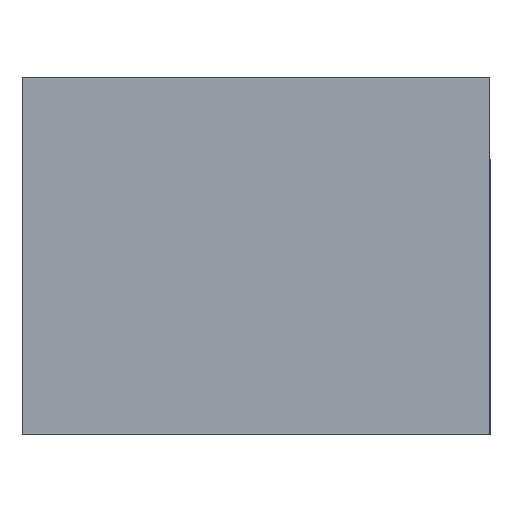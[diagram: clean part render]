
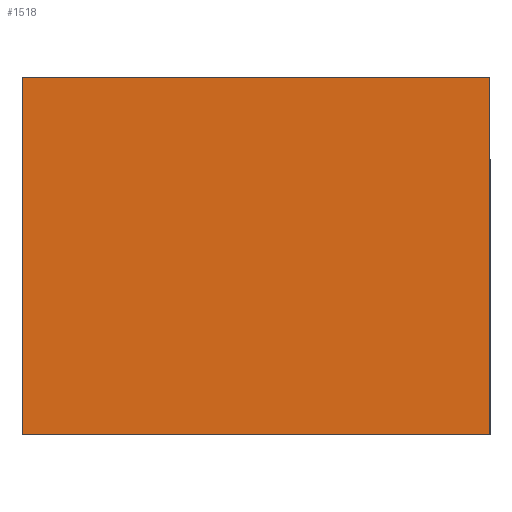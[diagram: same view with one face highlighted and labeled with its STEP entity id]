
A CAD part, left-side view. The second image highlights one B-rep face of the part: STEP entity #1518.
In plain terms, the highlighted planar face has unit normal (-1, 0, 0).
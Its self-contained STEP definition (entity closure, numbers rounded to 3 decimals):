
#1462=CARTESIAN_POINT('',(-0.,377.5,65.));
#1463=VERTEX_POINT('',#1462);
#1470=CARTESIAN_POINT('',(-0.,292.5,65.));
#1471=VERTEX_POINT('',#1470);
#1472=CARTESIAN_POINT('',(-0.,377.5,65.));
#1473=DIRECTION('',(0.,-1.,0.));
#1474=VECTOR('',#1473,85.);
#1475=LINE('',#1472,#1474);
#1476=EDGE_CURVE('',#1463,#1471,#1475,.T.);
#1488=CARTESIAN_POINT('',(-0.,235.,65.));
#1489=DIRECTION('',(1.,0.,0.));
#1490=DIRECTION('',(-0.,1.,0.));
#1491=AXIS2_PLACEMENT_3D('',#1488,#1489,#1490);
#1492=PLANE('',#1491);
#1493=ORIENTED_EDGE('',*,*,#1476,.F.);
#1494=CARTESIAN_POINT('',(-0.,377.5,0.));
#1495=VERTEX_POINT('',#1494);
#1496=CARTESIAN_POINT('',(-0.,377.5,65.));
#1497=DIRECTION('',(0.,0.,-1.));
#1498=VECTOR('',#1497,65.);
#1499=LINE('',#1496,#1498);
#1500=EDGE_CURVE('',#1463,#1495,#1499,.T.);
#1501=ORIENTED_EDGE('',*,*,#1500,.T.);
#1502=CARTESIAN_POINT('',(-0.,292.5,0.));
#1503=VERTEX_POINT('',#1502);
#1504=CARTESIAN_POINT('',(-0.,377.5,0.));
#1505=DIRECTION('',(0.,-1.,0.));
#1506=VECTOR('',#1505,85.);
#1507=LINE('',#1504,#1506);
#1508=EDGE_CURVE('',#1495,#1503,#1507,.T.);
#1509=ORIENTED_EDGE('',*,*,#1508,.T.);
#1510=CARTESIAN_POINT('',(-0.,292.5,65.));
#1511=DIRECTION('',(0.,0.,-1.));
#1512=VECTOR('',#1511,65.);
#1513=LINE('',#1510,#1512);
#1514=EDGE_CURVE('',#1471,#1503,#1513,.T.);
#1515=ORIENTED_EDGE('',*,*,#1514,.F.);
#1516=EDGE_LOOP('',(#1493,#1501,#1509,#1515));
#1517=FACE_BOUND('',#1516,.T.);
#1518=ADVANCED_FACE('',(#1517),#1492,.F.);
